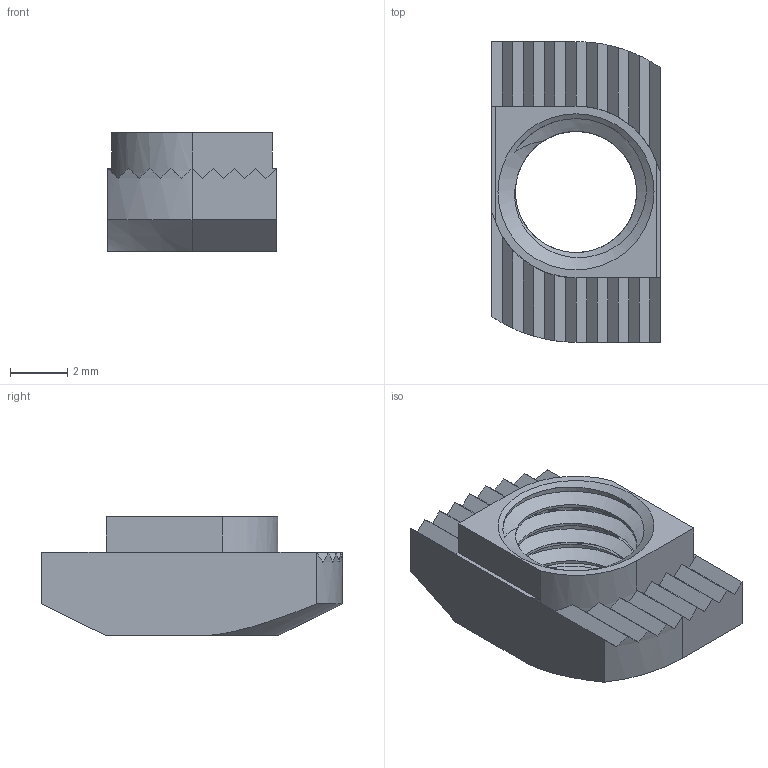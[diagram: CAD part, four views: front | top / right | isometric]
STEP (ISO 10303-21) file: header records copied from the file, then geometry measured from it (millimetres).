
FILE_DESCRIPTION(/* description */ (''),/* implementation_level */ '2;1');
FILE_NAME(/* name */ 'T_Slot_Nut_Dropin_M5 v1.step',/* time_stamp */ '2019-01-02T12:15:44-08:00',/* author */ (''),/* organization */ (''),/* preprocessor_version */ 'ST-DEVELOPER v17.2',/* originating_system */ 'Autodesk Translation Framework v7.6.0.251',/* authorisation */ '');
FILE_SCHEMA (('AUTOMOTIVE_DESIGN { 1 0 10303 214 3 1 1 }'));
Length unit declared in the file: millimetre
Products named in the file (1): T_Slot_Nut_Dropin_M5
Bounding box: 5.9 x 10.5 x 4.15 mm (x, y, z)
Volume: 141.4 mm3; surface area: 302.5 mm2
Topology: 1 solids, 1 shells, 72 faces, 192 edges, 122 vertices
Faces by surface type: plane 48, cylinder 18, cone 4, bspline 2
Full cylindrical faces by diameter (mm): 4.234 x4, 5.12 x6
Entity records: 3173 total; most frequent: CARTESIAN_POINT 1372, ORIENTED_EDGE 384, DIRECTION 350, EDGE_CURVE 192, VERTEX_POINT 122, LINE 118, VECTOR 118, AXIS2_PLACEMENT_3D 116
